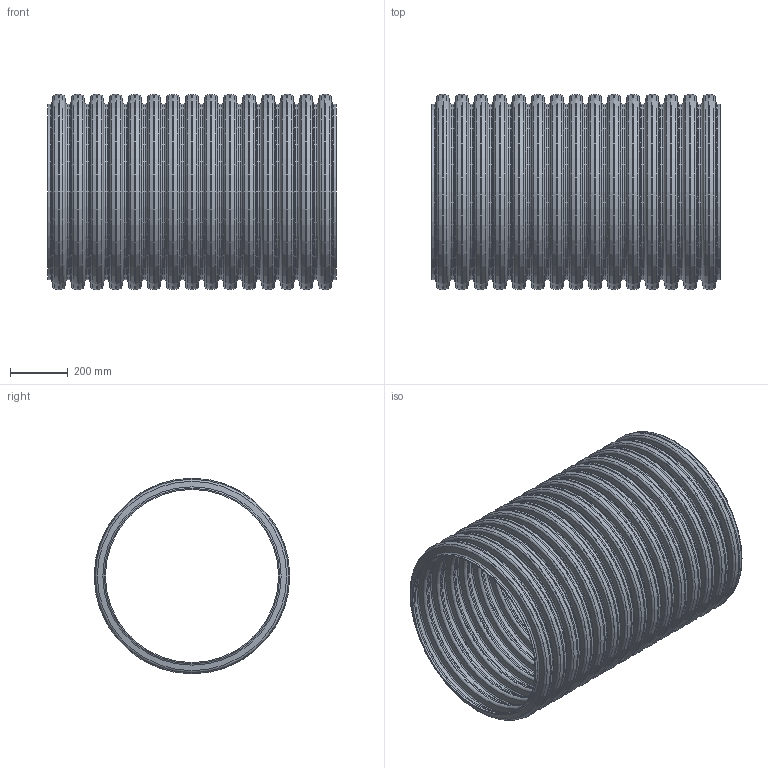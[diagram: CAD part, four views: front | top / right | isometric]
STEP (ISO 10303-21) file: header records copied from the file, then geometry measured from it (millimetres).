
FILE_DESCRIPTION(/* description */ (''),/* implementation_level */ '2;1');
FILE_NAME(/* name */ '661110z.stp',/* time_stamp */ '2024-11-13T12:19:50+01:00',/* author */ ('corinna'),/* organization */ (''),/* preprocessor_version */ 'ST-DEVELOPER v20',/* originating_system */ 'Autodesk Inventor 2024',/* authorisation */ '');
FILE_SCHEMA (('AUTOMOTIVE_DESIGN { 1 0 10303 214 3 1 1 }'));
Length unit declared in the file: millimetre
Products named in the file (1): 661110z
Bounding box: 1000 x 678.29 x 678.29 mm (x, y, z)
Volume: 13770061.5 mm3; surface area: 6892610.4 mm2
Topology: 1 solids, 1 shells, 304 faces, 936 edges, 634 vertices
Faces by surface type: torus 150, cone 120, cylinder 32, plane 2
Full cylindrical faces by diameter (mm): 600 x16, 607.993 x16
Entity records: 11091 total; most frequent: DIRECTION 2330, CARTESIAN_POINT 1875, ORIENTED_EDGE 1872, AXIS2_PLACEMENT_3D 1089, EDGE_CURVE 936, CIRCLE 784, VERTEX_POINT 634, EDGE_LOOP 306
